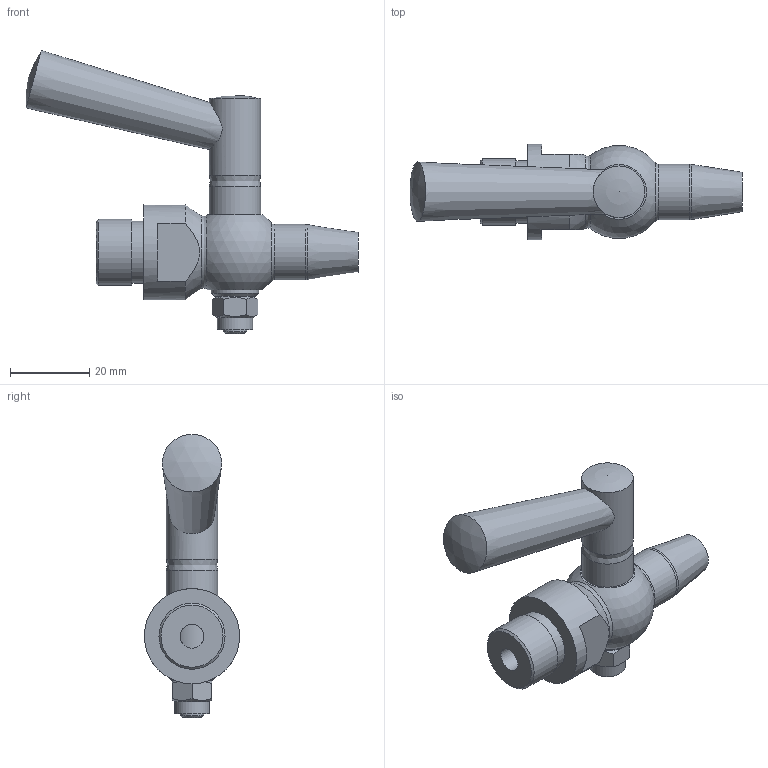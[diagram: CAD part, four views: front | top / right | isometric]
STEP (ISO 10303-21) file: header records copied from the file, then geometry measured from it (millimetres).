
FILE_DESCRIPTION((''),'2;1');
FILE_NAME('91220006X.stp','2010-09-27T13:46:25',('thilbrands'),(''),'Autodesk Inventor 2008','Autodesk Inventor 2008','');
FILE_SCHEMA(('AUTOMOTIVE_DESIGN { 1 0 10303 214 1 1 1 1 }'));
Length unit declared in the file: millimetre
Products named in the file (4): 91220004X; 91220004X-02; ISO 7090 6 - 140 HV; ISO 7041 M6
Assembly tree (3 placements, depth 2):
  91220004X
    91220004X-02
    ISO 7090 6 - 140 HV
    ISO 7041 M6
Bounding box: 83.69 x 24 x 71.34 mm (x, y, z)
Volume: 26892.2 mm3; surface area: 9643.2 mm2
Topology: 3 solids, 3 shells, 53 faces, 109 edges, 69 vertices
Faces by surface type: plane 19, cylinder 14, cone 10, bspline 7, sphere 3
Full cylindrical faces by diameter (mm): 6 x3, 6.4 x1, 8.88 x1, 12 x1, 13 x2, 14 x1, 15.662 x1, 16.662 x1, 24 x1
Entity records: 1636 total; most frequent: CARTESIAN_POINT 615, DIRECTION 200, ORIENTED_EDGE 140, AXIS2_PLACEMENT_3D 94, EDGE_LOOP 94, EDGE_CURVE 70, VERTEX_POINT 60, FACE_OUTER_BOUND 53
